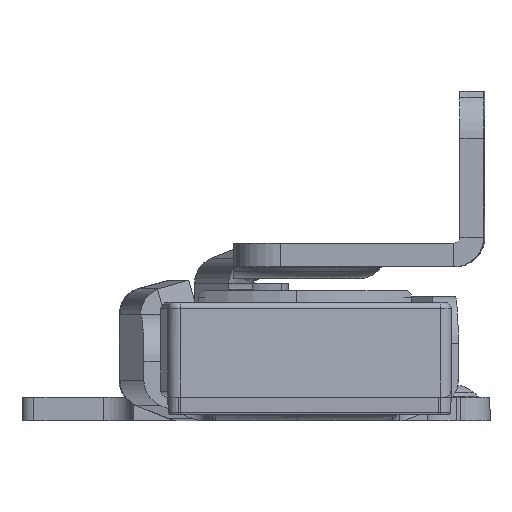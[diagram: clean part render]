
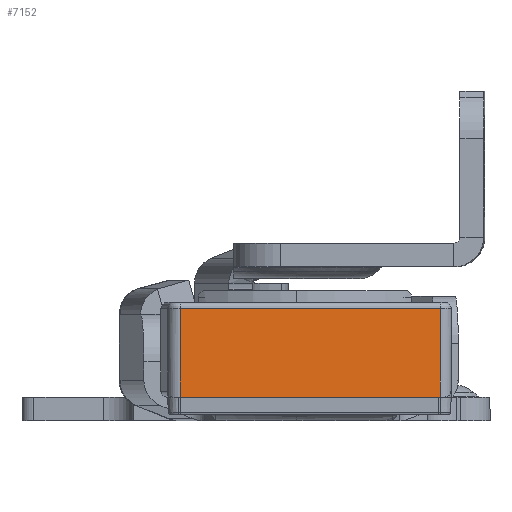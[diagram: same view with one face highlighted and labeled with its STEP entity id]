
A CAD part, left-side view. The second image highlights one B-rep face of the part: STEP entity #7152.
In plain terms, the highlighted face is planar.
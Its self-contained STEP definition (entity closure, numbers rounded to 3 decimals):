
#509 = CARTESIAN_POINT ( 'NONE',  ( 10., -11., 0.5 ) ) ;
#962 = EDGE_CURVE ( 'NONE', #14645, #5923, #7407, .T. ) ;
#1386 = VERTEX_POINT ( 'NONE', #6015 ) ;
#2131 = VECTOR ( 'NONE', #13522, 1000. ) ;
#2686 = LINE ( 'NONE', #4857, #12934 ) ;
#3192 = ORIENTED_EDGE ( 'NONE', *, *, #10046, .T. ) ;
#3396 = EDGE_CURVE ( 'NONE', #5923, #4575, #11709, .T. ) ;
#3418 = EDGE_CURVE ( 'NONE', #14645, #1386, #2686, .T. ) ;
#3678 = DIRECTION ( 'NONE',  ( 1., 0., 0. ) ) ;
#4575 = VERTEX_POINT ( 'NONE', #509 ) ;
#4857 = CARTESIAN_POINT ( 'NONE',  ( 10., 11., 8. ) ) ;
#5024 = CARTESIAN_POINT ( 'NONE',  ( 10., 11., 8. ) ) ;
#5923 = VERTEX_POINT ( 'NONE', #15217 ) ;
#6015 = CARTESIAN_POINT ( 'NONE',  ( 10., 11., 0.5 ) ) ;
#6777 = VECTOR ( 'NONE', #14025, 1000. ) ;
#7152 = ADVANCED_FACE ( 'NONE', ( #10768 ), #14462, .T. ) ;
#7298 = VECTOR ( 'NONE', #14407, 1000. ) ;
#7407 = LINE ( 'NONE', #5024, #7298 ) ;
#8367 = DIRECTION ( 'NONE',  ( 0., 0., -1. ) ) ;
#8376 = EDGE_LOOP ( 'NONE', ( #12951, #3192, #9122, #15182 ) ) ;
#8709 = CARTESIAN_POINT ( 'NONE',  ( 10., 11., 0.5 ) ) ;
#9122 = ORIENTED_EDGE ( 'NONE', *, *, #3418, .F. ) ;
#9455 = DIRECTION ( 'NONE',  ( 0., 0., -1. ) ) ;
#10046 = EDGE_CURVE ( 'NONE', #4575, #1386, #12338, .T. ) ;
#10768 = FACE_OUTER_BOUND ( 'NONE', #8376, .T. ) ;
#11709 = LINE ( 'NONE', #15173, #6777 ) ;
#11891 = CARTESIAN_POINT ( 'NONE',  ( 10., 11., 8. ) ) ;
#12112 = AXIS2_PLACEMENT_3D ( 'NONE', #13393, #3678, #8367 ) ;
#12338 = LINE ( 'NONE', #8709, #2131 ) ;
#12934 = VECTOR ( 'NONE', #9455, 1000. ) ;
#12951 = ORIENTED_EDGE ( 'NONE', *, *, #3396, .T. ) ;
#13393 = CARTESIAN_POINT ( 'NONE',  ( 10., 11., 8. ) ) ;
#13522 = DIRECTION ( 'NONE',  ( 0., 1., 0. ) ) ;
#14025 = DIRECTION ( 'NONE',  ( 0., 0., -1. ) ) ;
#14407 = DIRECTION ( 'NONE',  ( 0., -1., 0. ) ) ;
#14462 = PLANE ( 'NONE',  #12112 ) ;
#14645 = VERTEX_POINT ( 'NONE', #11891 ) ;
#15173 = CARTESIAN_POINT ( 'NONE',  ( 10., -11., 8. ) ) ;
#15182 = ORIENTED_EDGE ( 'NONE', *, *, #962, .T. ) ;
#15217 = CARTESIAN_POINT ( 'NONE',  ( 10., -11., 8. ) ) ;
